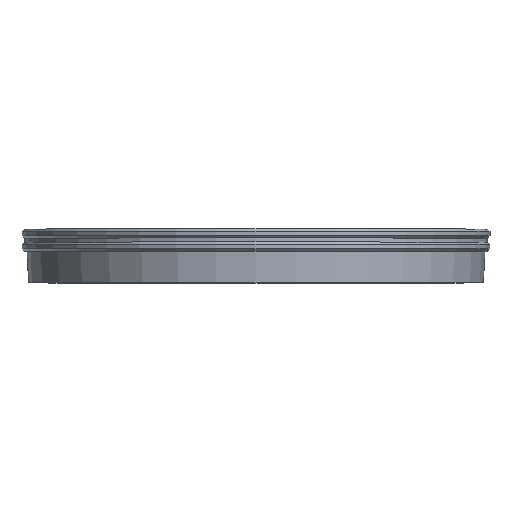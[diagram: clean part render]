
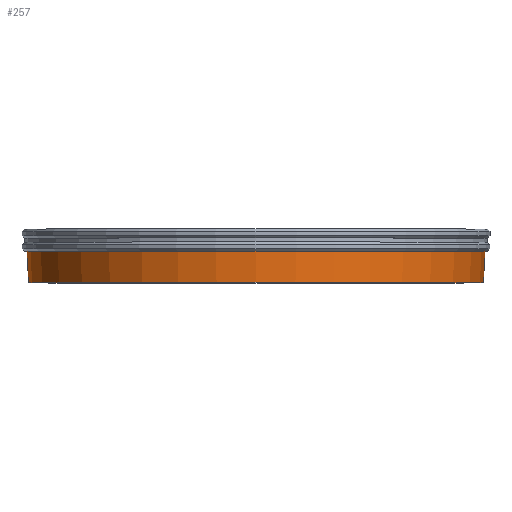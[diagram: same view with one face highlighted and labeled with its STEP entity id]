
A CAD part, top view. The second image highlights one B-rep face of the part: STEP entity #257.
In plain terms, the highlighted conical face has half-angle 3 degrees and reference radius 378.363 mm.
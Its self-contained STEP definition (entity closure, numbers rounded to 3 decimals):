
#30=FACE_OUTER_BOUND('',#50,.T.);
#50=EDGE_LOOP('',(#186,#187,#188,#189));
#70=LINE('',#439,#86);
#86=VECTOR('',#351,378.363);
#103=CIRCLE('',#294,379.725);
#104=CIRCLE('',#296,377.);
#122=VERTEX_POINT('',#434);
#123=VERTEX_POINT('',#437);
#144=EDGE_CURVE('',#122,#122,#103,.T.);
#145=EDGE_CURVE('',#123,#123,#104,.T.);
#146=EDGE_CURVE('',#123,#122,#70,.T.);
#186=ORIENTED_EDGE('',*,*,#145,.F.);
#187=ORIENTED_EDGE('',*,*,#146,.T.);
#188=ORIENTED_EDGE('',*,*,#144,.T.);
#189=ORIENTED_EDGE('',*,*,#146,.F.);
#245=CONICAL_SURFACE('',#295,378.363,0.052);
#257=ADVANCED_FACE('',(#30),#245,.T.);
#294=AXIS2_PLACEMENT_3D('',#435,#345,#346);
#295=AXIS2_PLACEMENT_3D('',#436,#347,#348);
#296=AXIS2_PLACEMENT_3D('',#438,#349,#350);
#345=DIRECTION('center_axis',(0.,-1.,0.));
#346=DIRECTION('ref_axis',(1.,0.,0.));
#347=DIRECTION('center_axis',(0.,1.,0.));
#348=DIRECTION('ref_axis',(1.,0.,0.));
#349=DIRECTION('center_axis',(0.,-1.,0.));
#350=DIRECTION('ref_axis',(1.,0.,0.));
#351=DIRECTION('',(-0.052,0.999,0.));
#434=CARTESIAN_POINT('',(-379.725,52.,0.));
#435=CARTESIAN_POINT('Origin',(0.,52.,0.));
#436=CARTESIAN_POINT('Origin',(0.,26.,0.));
#437=CARTESIAN_POINT('',(-377.,0.,0.));
#438=CARTESIAN_POINT('Origin',(0.,0.,0.));
#439=CARTESIAN_POINT('',(-378.363,26.,0.));
